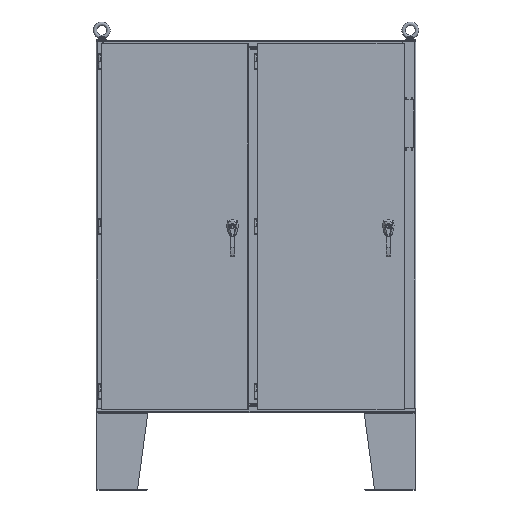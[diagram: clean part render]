
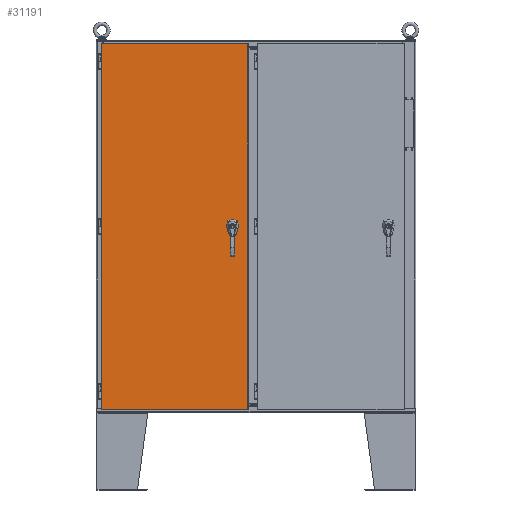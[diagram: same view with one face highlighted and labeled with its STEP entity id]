
A CAD part, top view. The second image highlights one B-rep face of the part: STEP entity #31191.
In plain terms, the highlighted face is planar.
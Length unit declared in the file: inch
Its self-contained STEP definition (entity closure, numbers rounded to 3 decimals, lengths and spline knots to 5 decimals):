
#3419 = CARTESIAN_POINT ( 'NONE',  ( 0.875, -1.24331, 0.50031 ) ) ;
#10547 = VERTEX_POINT ( 'NONE', #3419 ) ;
#15630 = VECTOR ( 'NONE', #54491, 39.37008 ) ;
#25184 = ORIENTED_EDGE ( 'NONE', *, *, #137838, .F. ) ;
#31191 = ADVANCED_FACE ( 'NONE', ( #158621 ), #50780, .T. ) ;
#31891 = VERTEX_POINT ( 'NONE', #165513 ) ;
#39208 = VECTOR ( 'NONE', #148355, 39.37008 ) ;
#41549 = DIRECTION ( 'NONE',  ( 1., 0., 0. ) ) ;
#41784 = LINE ( 'NONE', #130045, #15630 ) ;
#41829 = EDGE_CURVE ( 'NONE', #31891, #10547, #53250, .T. ) ;
#50780 = PLANE ( 'NONE',  #60354 ) ;
#52033 = CARTESIAN_POINT ( 'NONE',  ( 0.875, -1.24331, 0.50031 ) ) ;
#52265 = ORIENTED_EDGE ( 'NONE', *, *, #121903, .F. ) ;
#53250 = LINE ( 'NONE', #110810, #39208 ) ;
#54491 = DIRECTION ( 'NONE',  ( 0., 0., -1. ) ) ;
#54978 = CARTESIAN_POINT ( 'NONE',  ( 29.37536, -1.24331, 0.50031 ) ) ;
#60354 = AXIS2_PLACEMENT_3D ( 'NONE', #89429, #76532, #116241 ) ;
#76532 = DIRECTION ( 'NONE',  ( 0., -1., 0. ) ) ;
#79106 = EDGE_CURVE ( 'NONE', #10547, #129144, #152916, .T. ) ;
#82343 = EDGE_LOOP ( 'NONE', ( #131494, #144284, #25184, #52265 ) ) ;
#89429 = CARTESIAN_POINT ( 'NONE',  ( 0., -1.24331, 0. ) ) ;
#90953 = VECTOR ( 'NONE', #41549, 39.37008 ) ;
#104764 = VERTEX_POINT ( 'NONE', #147710 ) ;
#110810 = CARTESIAN_POINT ( 'NONE',  ( 0.875, -1.24331, 71.62502 ) ) ;
#111040 = LINE ( 'NONE', #118317, #90953 ) ;
#116241 = DIRECTION ( 'NONE',  ( 1., 0., 0. ) ) ;
#118317 = CARTESIAN_POINT ( 'NONE',  ( 0.875, -1.24331, 71.62502 ) ) ;
#121903 = EDGE_CURVE ( 'NONE', #31891, #104764, #111040, .T. ) ;
#129144 = VERTEX_POINT ( 'NONE', #54978 ) ;
#130045 = CARTESIAN_POINT ( 'NONE',  ( 29.37536, -1.24331, 71.62502 ) ) ;
#131494 = ORIENTED_EDGE ( 'NONE', *, *, #41829, .T. ) ;
#137838 = EDGE_CURVE ( 'NONE', #104764, #129144, #41784, .T. ) ;
#143324 = DIRECTION ( 'NONE',  ( 1., 0., 0. ) ) ;
#144284 = ORIENTED_EDGE ( 'NONE', *, *, #79106, .T. ) ;
#147710 = CARTESIAN_POINT ( 'NONE',  ( 29.37536, -1.24331, 71.62502 ) ) ;
#148355 = DIRECTION ( 'NONE',  ( 0., 0., -1. ) ) ;
#152916 = LINE ( 'NONE', #52033, #155013 ) ;
#155013 = VECTOR ( 'NONE', #143324, 39.37008 ) ;
#158621 = FACE_OUTER_BOUND ( 'NONE', #82343, .T. ) ;
#165513 = CARTESIAN_POINT ( 'NONE',  ( 0.875, -1.24331, 71.62502 ) ) ;
